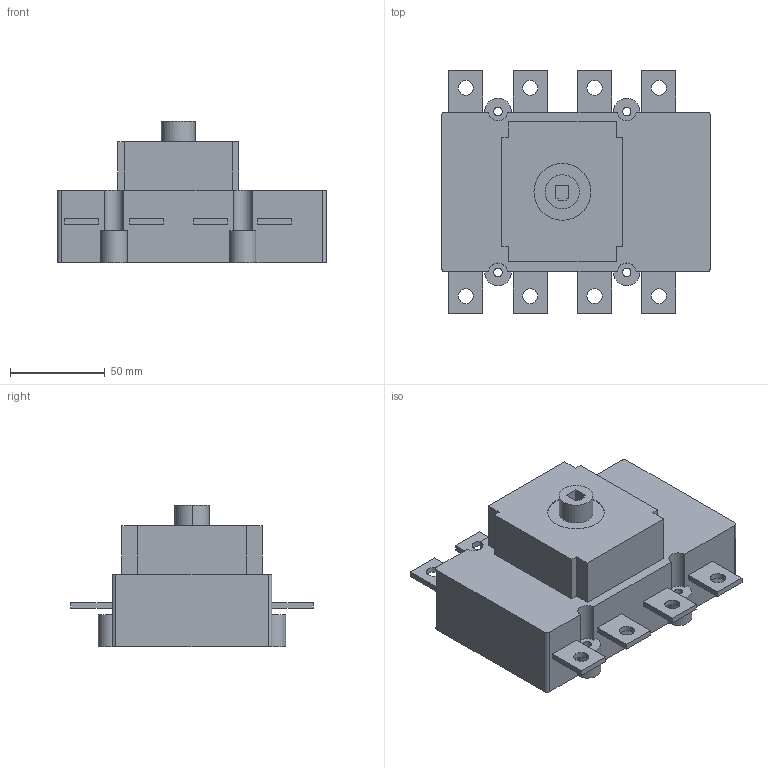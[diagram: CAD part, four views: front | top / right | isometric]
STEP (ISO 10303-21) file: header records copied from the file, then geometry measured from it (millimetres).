
FILE_DESCRIPTION((''),'2;1');
FILE_NAME('3d_GE0160T4.stp','2013-07-10T14:33:40',(''),(''),'Mechanical Desktop 2011','Mechanical Desktop 2011',', , ');
FILE_SCHEMA(('CONFIG_CONTROL_DESIGN'));
Length unit declared in the file: millimetre
Products named in the file (1): Product
Bounding box: 142 x 128 x 75 mm (x, y, z)
Volume: 590802 mm3; surface area: 58871.8 mm2
Topology: 1 solids, 1 shells, 118 faces, 482 edges, 534 vertices
Faces by surface type: plane 58, cylinder 32, bspline 28
Entity records: 4960 total; most frequent: CARTESIAN_POINT 1173, DIRECTION 762, ORIENTED_EDGE 640, VECTOR 384, LINE 384, EDGE_CURVE 320, VERTEX_POINT 216, AXIS2_PLACEMENT_3D 189
